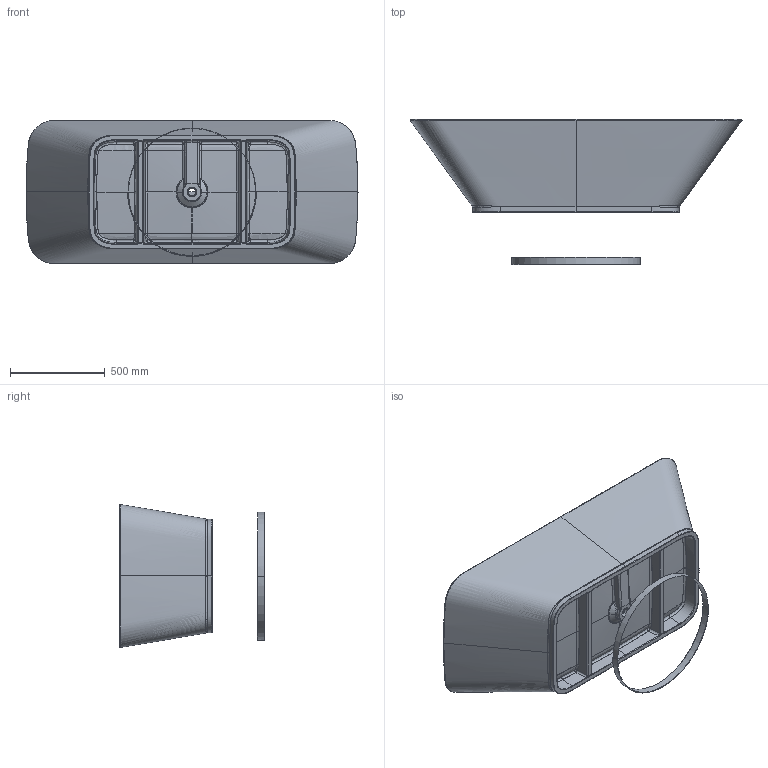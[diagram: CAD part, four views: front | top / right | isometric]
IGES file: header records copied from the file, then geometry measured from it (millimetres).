
Start section: SolidWorks IGES file using analytic representation for surfaces
Global section: file name: Bathtub_a_poser_V6.IGS; native system: SolidWorks 2021; preprocessor: SolidWorks 2021; author: Thibaut.schmitt; date: 231215.142956; units: millimetre
Bounding box: 1748.22 x 763.41 x 752.94 mm (x, y, z)
Surface area: 5542585.1 mm2 (no closed solid volume)
Topology: 0 solids, 0 shells, 372 faces, 7432 edges, 7413 vertices
Faces by surface type: bspline 287, revolution 85
